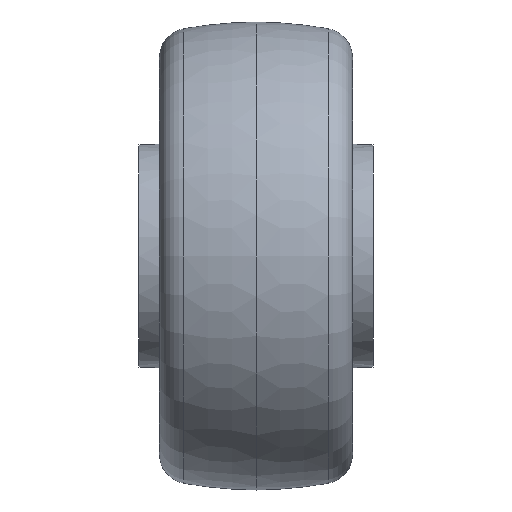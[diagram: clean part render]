
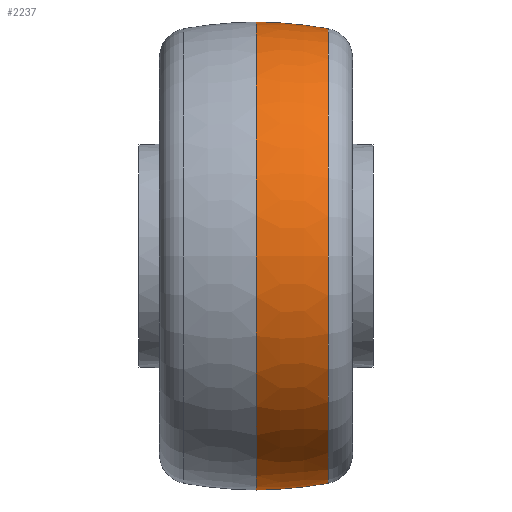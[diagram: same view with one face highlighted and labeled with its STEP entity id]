
A CAD part, front view. The second image highlights one B-rep face of the part: STEP entity #2237.
In plain terms, the highlighted toroidal (fillet/blend) face has major radius 34.996 mm and minor radius 75 mm.
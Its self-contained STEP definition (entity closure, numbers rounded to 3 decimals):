
#169 = ORIENTED_EDGE ( 'NONE', *, *, #5283, .F. ) ;
#296 = ORIENTED_EDGE ( 'NONE', *, *, #4140, .F. ) ;
#604 = EDGE_LOOP ( 'NONE', ( #169, #2986, #3588, #296 ) ) ;
#735 = DIRECTION ( 'NONE',  ( 1., 0., 0. ) ) ;
#791 = EDGE_CURVE ( 'NONE', #4718, #5958, #2336, .T. ) ;
#850 = CARTESIAN_POINT ( 'NONE',  ( 12.371, 0., 38.846 ) ) ;
#1007 = TOROIDAL_SURFACE ( 'NONE', #4162, -34.996, 75. ) ;
#1137 = CIRCLE ( 'NONE', #2810, 40. ) ;
#1139 = CIRCLE ( 'NONE', #3610, 38.846 ) ;
#1180 = CIRCLE ( 'NONE', #2936, 75. ) ;
#1400 = DIRECTION ( 'NONE',  ( 1., 0., 0. ) ) ;
#1568 = EDGE_CURVE ( 'NONE', #4851, #4718, #1137, .T. ) ;
#1629 = CARTESIAN_POINT ( 'NONE',  ( 0., 0., 40. ) ) ;
#1770 = CARTESIAN_POINT ( 'NONE',  ( 12.371, 0., 0. ) ) ;
#1858 = DIRECTION ( 'NONE',  ( 1., 0., 0. ) ) ;
#2025 = CARTESIAN_POINT ( 'NONE',  ( -0.757, 0., -34.996 ) ) ;
#2074 = DIRECTION ( 'NONE',  ( 0., -1., 0. ) ) ;
#2237 = ADVANCED_FACE ( 'NONE', ( #6082 ), #1007, .T. ) ;
#2336 = CIRCLE ( 'NONE', #5532, 75. ) ;
#2375 = DIRECTION ( 'NONE',  ( 0., 0., -1. ) ) ;
#2494 = CARTESIAN_POINT ( 'NONE',  ( 0., 0., 0. ) ) ;
#2810 = AXIS2_PLACEMENT_3D ( 'NONE', #2494, #735, #2375 ) ;
#2936 = AXIS2_PLACEMENT_3D ( 'NONE', #2025, #3939, #3464 ) ;
#2986 = ORIENTED_EDGE ( 'NONE', *, *, #1568, .T. ) ;
#3453 = CARTESIAN_POINT ( 'NONE',  ( 0., 0., -40. ) ) ;
#3464 = DIRECTION ( 'NONE',  ( 0., 0., 1. ) ) ;
#3475 = DIRECTION ( 'NONE',  ( 0., 0., -1. ) ) ;
#3588 = ORIENTED_EDGE ( 'NONE', *, *, #791, .T. ) ;
#3610 = AXIS2_PLACEMENT_3D ( 'NONE', #1770, #1858, #4576 ) ;
#3786 = CARTESIAN_POINT ( 'NONE',  ( -0.757, 0., 0. ) ) ;
#3939 = DIRECTION ( 'NONE',  ( 0., 1., 0. ) ) ;
#4140 = EDGE_CURVE ( 'NONE', #5316, #5958, #1139, .T. ) ;
#4162 = AXIS2_PLACEMENT_3D ( 'NONE', #3786, #1400, #4704 ) ;
#4573 = CARTESIAN_POINT ( 'NONE',  ( -0.757, 0., 34.996 ) ) ;
#4576 = DIRECTION ( 'NONE',  ( 0., 0., -1. ) ) ;
#4704 = DIRECTION ( 'NONE',  ( 0., 0., -1. ) ) ;
#4718 = VERTEX_POINT ( 'NONE', #3453 ) ;
#4851 = VERTEX_POINT ( 'NONE', #1629 ) ;
#5283 = EDGE_CURVE ( 'NONE', #4851, #5316, #1180, .T. ) ;
#5316 = VERTEX_POINT ( 'NONE', #850 ) ;
#5532 = AXIS2_PLACEMENT_3D ( 'NONE', #4573, #2074, #3475 ) ;
#5817 = CARTESIAN_POINT ( 'NONE',  ( 12.371, 0., -38.846 ) ) ;
#5958 = VERTEX_POINT ( 'NONE', #5817 ) ;
#6082 = FACE_OUTER_BOUND ( 'NONE', #604, .T. ) ;
